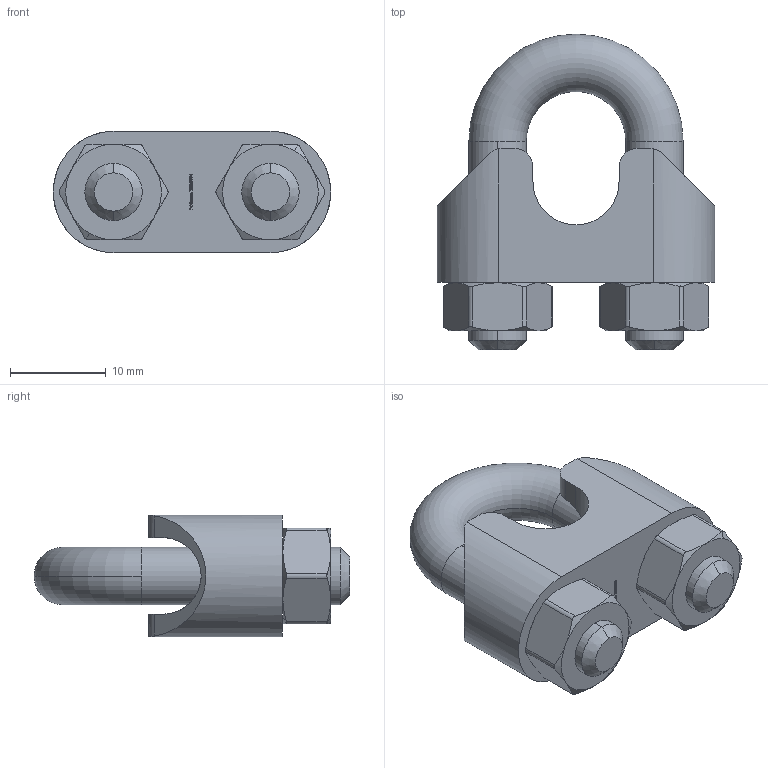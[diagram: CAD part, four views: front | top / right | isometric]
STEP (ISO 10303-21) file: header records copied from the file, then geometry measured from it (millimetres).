
FILE_DESCRIPTION (( 'STEP AP203' ), '1' );
FILE_NAME ('100060008.step', '2019-09-19T13:45:53', ( '' ), ( '' ), 'SwSTEP 2.0', 'SolidWorks 2015', '' );
FILE_SCHEMA (( 'CONFIG_CONTROL_DESIGN' ));
Length unit declared in the file: millimetre
Products named in the file (4): DIN 934 M4-M20_58321-240-6; 100060008; 10006000X Teil2_100060008 Teil2; 10006000X Teil1_100060008 Teil1
Assembly tree (4 placements, depth 2):
  100060008
    10006000X Teil2_100060008 Teil2
    10006000X Teil1_100060008 Teil1
    DIN 934 M4-M20_58321-240-6  x2
Bounding box: 29 x 33 x 12.7 mm (x, y, z)
Volume: 4995.2 mm3; surface area: 3912.2 mm2
Topology: 4 solids, 4 shells, 329 faces, 843 edges, 550 vertices
Faces by surface type: plane 139, bspline 111, cone 40, cylinder 37, torus 2
Entity records: 16725 total; most frequent: CARTESIAN_POINT 9882, ORIENTED_EDGE 1526, DIRECTION 935, EDGE_CURVE 763, VERTEX_POINT 502, LINE 417, VECTOR 417, EDGE_LOOP 329
